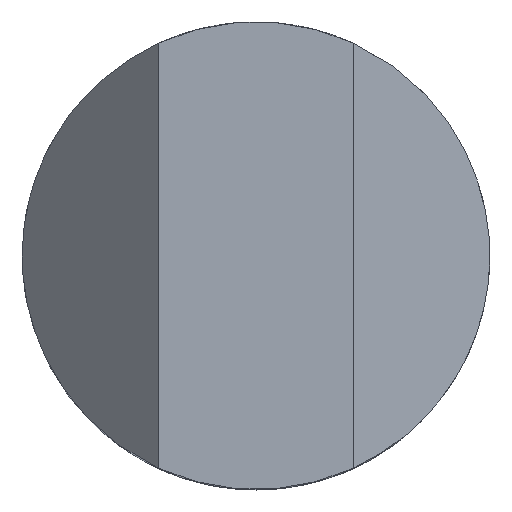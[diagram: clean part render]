
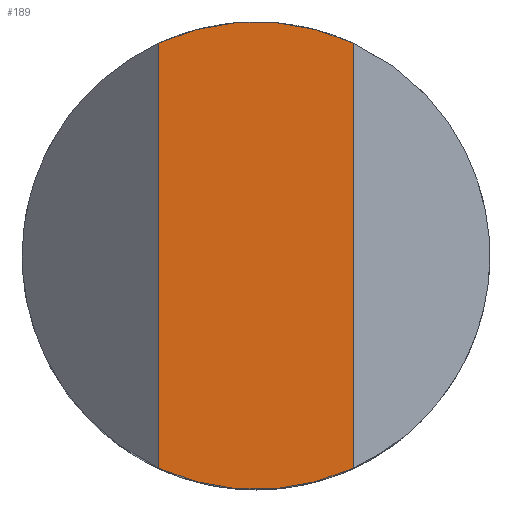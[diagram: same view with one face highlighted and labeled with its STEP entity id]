
A CAD part, top view. The second image highlights one B-rep face of the part: STEP entity #189.
In plain terms, the highlighted planar face has unit normal (0, 0, 1).
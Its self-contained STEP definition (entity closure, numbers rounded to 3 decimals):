
#33=CIRCLE('',#205,6.);
#34=CIRCLE('',#207,6.);
#44=FACE_OUTER_BOUND('',#59,.T.);
#59=EDGE_LOOP('',(#160,#161,#162,#163));
#75=LINE('',#383,#85);
#76=LINE('',#385,#86);
#85=VECTOR('',#256,10.909);
#86=VECTOR('',#259,10.909);
#98=VERTEX_POINT('',#373);
#99=VERTEX_POINT('',#374);
#100=VERTEX_POINT('',#376);
#101=VERTEX_POINT('',#378);
#120=EDGE_CURVE('',#99,#100,#33,.T.);
#122=EDGE_CURVE('',#101,#98,#34,.T.);
#123=EDGE_CURVE('',#99,#98,#75,.T.);
#124=EDGE_CURVE('',#101,#100,#76,.T.);
#160=ORIENTED_EDGE('',*,*,#123,.T.);
#161=ORIENTED_EDGE('',*,*,#122,.F.);
#162=ORIENTED_EDGE('',*,*,#124,.T.);
#163=ORIENTED_EDGE('',*,*,#120,.F.);
#179=PLANE('',#211);
#189=ADVANCED_FACE('',(#44),#179,.F.);
#205=AXIS2_PLACEMENT_3D('',#377,#246,#247);
#207=AXIS2_PLACEMENT_3D('',#380,#250,#251);
#211=AXIS2_PLACEMENT_3D('',#386,#260,#261);
#246=DIRECTION('center_axis',(0.,0.,-1.));
#247=DIRECTION('ref_axis',(-1.,0.,0.));
#250=DIRECTION('center_axis',(0.,0.,-1.));
#251=DIRECTION('ref_axis',(-1.,0.,0.));
#256=DIRECTION('',(0.,1.,0.));
#259=DIRECTION('',(0.,-1.,0.));
#260=DIRECTION('center_axis',(0.,0.,-1.));
#261=DIRECTION('ref_axis',(-1.,0.,0.));
#373=CARTESIAN_POINT('',(2.5,5.454,4.25));
#374=CARTESIAN_POINT('',(2.5,-5.454,4.25));
#376=CARTESIAN_POINT('',(-2.5,-5.454,4.25));
#377=CARTESIAN_POINT('Origin',(0.,0.,4.25));
#378=CARTESIAN_POINT('',(-2.5,5.454,4.25));
#380=CARTESIAN_POINT('Origin',(0.,0.,4.25));
#383=CARTESIAN_POINT('',(2.5,-3.,4.25));
#385=CARTESIAN_POINT('',(-2.5,-3.,4.25));
#386=CARTESIAN_POINT('Origin',(0.,0.,4.25));
